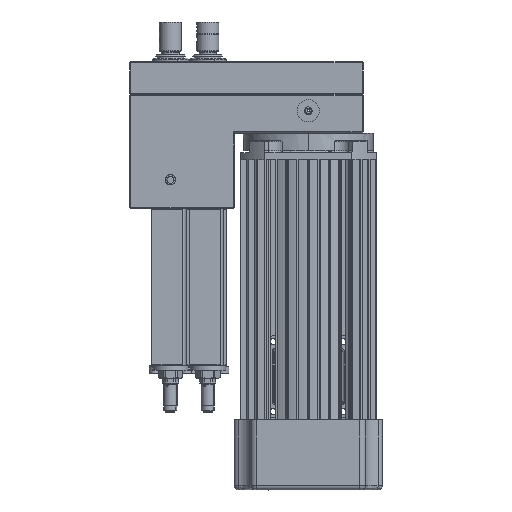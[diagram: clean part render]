
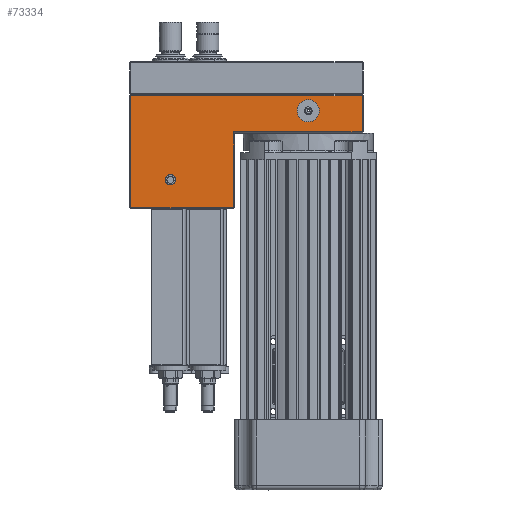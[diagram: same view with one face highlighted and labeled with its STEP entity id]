
A CAD part, left-side view. The second image highlights one B-rep face of the part: STEP entity #73334.
In plain terms, the highlighted planar face has unit normal (-1, 0, 0).
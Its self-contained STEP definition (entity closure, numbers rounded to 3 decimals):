
#209 = CARTESIAN_POINT ( 'NONE',  ( -84.756, 141.886, 138.252 ) ) ;
#276 = VECTOR ( 'NONE', #15658, 1000. ) ;
#1816 = EDGE_CURVE ( 'NONE', #54934, #14679, #16157, .T. ) ;
#3034 = LINE ( 'NONE', #74660, #47573 ) ;
#3154 = CARTESIAN_POINT ( 'NONE',  ( -84.756, -1.614, 124.252 ) ) ;
#4625 = FACE_OUTER_BOUND ( 'NONE', #4777, .T. ) ;
#4632 = ORIENTED_EDGE ( 'NONE', *, *, #50926, .T. ) ;
#4691 = AXIS2_PLACEMENT_3D ( 'NONE', #6365, #71935, #30200 ) ;
#4777 = EDGE_LOOP ( 'NONE', ( #76970, #5885, #4632, #12224, #41655, #46677 ) ) ;
#5885 = ORIENTED_EDGE ( 'NONE', *, *, #51143, .T. ) ;
#6095 = VERTEX_POINT ( 'NONE', #21448 ) ;
#6365 = CARTESIAN_POINT ( 'NONE',  ( -84.756, -11.114, 124.252 ) ) ;
#7461 = AXIS2_PLACEMENT_3D ( 'NONE', #65134, #64356, #12002 ) ;
#8269 = LINE ( 'NONE', #74224, #23083 ) ;
#9343 = EDGE_CURVE ( 'NONE', #6095, #56427, #54601, .T. ) ;
#10993 = ORIENTED_EDGE ( 'NONE', *, *, #58217, .F. ) ;
#11020 = VECTOR ( 'NONE', #43091, 1000. ) ;
#11418 = CARTESIAN_POINT ( 'NONE',  ( -84.756, 52.886, 138.252 ) ) ;
#12002 = DIRECTION ( 'NONE',  ( 0., -1., 0. ) ) ;
#12224 = ORIENTED_EDGE ( 'NONE', *, *, #1816, .T. ) ;
#13257 = DIRECTION ( 'NONE',  ( 0., 1., 0. ) ) ;
#13521 = DIRECTION ( 'NONE',  ( 1., 0., 0. ) ) ;
#14679 = VERTEX_POINT ( 'NONE', #52366 ) ;
#14964 = CARTESIAN_POINT ( 'NONE',  ( -84.756, 52.886, 41.252 ) ) ;
#15378 = DIRECTION ( 'NONE',  ( 0., -1., 0. ) ) ;
#15658 = DIRECTION ( 'NONE',  ( 0., 0., 1. ) ) ;
#16157 = LINE ( 'NONE', #69001, #276 ) ;
#16472 = CARTESIAN_POINT ( 'NONE',  ( -84.756, 140.886, 138.252 ) ) ;
#21448 = CARTESIAN_POINT ( 'NONE',  ( -84.756, 140.886, 41.252 ) ) ;
#22151 = VERTEX_POINT ( 'NONE', #42937 ) ;
#23083 = VECTOR ( 'NONE', #27103, 1000. ) ;
#23600 = CARTESIAN_POINT ( 'NONE',  ( -84.756, 106.886, 65.252 ) ) ;
#24787 = DIRECTION ( 'NONE',  ( -1., 0., 0. ) ) ;
#26026 = FACE_BOUND ( 'NONE', #65538, .T. ) ;
#26935 = EDGE_LOOP ( 'NONE', ( #10993, #55975 ) ) ;
#27103 = DIRECTION ( 'NONE',  ( 0., 1., 0. ) ) ;
#27308 = LINE ( 'NONE', #16472, #41210 ) ;
#27743 = EDGE_CURVE ( 'NONE', #49324, #48211, #45913, .T. ) ;
#29519 = DIRECTION ( 'NONE',  ( -1., 0., 0. ) ) ;
#30200 = DIRECTION ( 'NONE',  ( 0., -1., 0. ) ) ;
#30551 = CARTESIAN_POINT ( 'NONE',  ( -84.756, 140.886, 137.252 ) ) ;
#32738 = ORIENTED_EDGE ( 'NONE', *, *, #48603, .F. ) ;
#40197 = EDGE_CURVE ( 'NONE', #69871, #22151, #41193, .T. ) ;
#40319 = AXIS2_PLACEMENT_3D ( 'NONE', #209, #13521, #13257 ) ;
#40494 = PLANE ( 'NONE',  #40319 ) ;
#40560 = EDGE_CURVE ( 'NONE', #52883, #6095, #27308, .T. ) ;
#41154 = CARTESIAN_POINT ( 'NONE',  ( -84.756, 106.886, 60.852 ) ) ;
#41193 = CIRCLE ( 'NONE', #76444, 4.4 ) ;
#41210 = VECTOR ( 'NONE', #45490, 1000. ) ;
#41655 = ORIENTED_EDGE ( 'NONE', *, *, #70183, .T. ) ;
#42937 = CARTESIAN_POINT ( 'NONE',  ( -84.756, 106.886, 69.652 ) ) ;
#43051 = CARTESIAN_POINT ( 'NONE',  ( -84.756, -20.614, 124.252 ) ) ;
#43091 = DIRECTION ( 'NONE',  ( 0., -1., 0. ) ) ;
#45490 = DIRECTION ( 'NONE',  ( 0., 0., -1. ) ) ;
#45913 = CIRCLE ( 'NONE', #7461, 9.5 ) ;
#46677 = ORIENTED_EDGE ( 'NONE', *, *, #40560, .T. ) ;
#47362 = FACE_BOUND ( 'NONE', #26935, .T. ) ;
#47573 = VECTOR ( 'NONE', #15378, 1000. ) ;
#47984 = DIRECTION ( 'NONE',  ( 0., 0., 1. ) ) ;
#48211 = VERTEX_POINT ( 'NONE', #43051 ) ;
#48603 = EDGE_CURVE ( 'NONE', #48211, #49324, #71427, .T. ) ;
#49324 = VERTEX_POINT ( 'NONE', #3154 ) ;
#50324 = VECTOR ( 'NONE', #47984, 1000. ) ;
#50926 = EDGE_CURVE ( 'NONE', #59531, #54934, #3034, .T. ) ;
#51143 = EDGE_CURVE ( 'NONE', #56427, #59531, #66046, .T. ) ;
#52366 = CARTESIAN_POINT ( 'NONE',  ( -84.756, -57.114, 137.252 ) ) ;
#52883 = VERTEX_POINT ( 'NONE', #30551 ) ;
#53180 = CARTESIAN_POINT ( 'NONE',  ( -84.756, -57.114, 106.252 ) ) ;
#54601 = LINE ( 'NONE', #59652, #11020 ) ;
#54934 = VERTEX_POINT ( 'NONE', #53180 ) ;
#55975 = ORIENTED_EDGE ( 'NONE', *, *, #40197, .F. ) ;
#56427 = VERTEX_POINT ( 'NONE', #14964 ) ;
#56787 = AXIS2_PLACEMENT_3D ( 'NONE', #23600, #29519, #59584 ) ;
#58217 = EDGE_CURVE ( 'NONE', #22151, #69871, #76016, .T. ) ;
#59531 = VERTEX_POINT ( 'NONE', #68117 ) ;
#59584 = DIRECTION ( 'NONE',  ( 0., 0., 1. ) ) ;
#59652 = CARTESIAN_POINT ( 'NONE',  ( -84.756, 141.886, 41.252 ) ) ;
#64356 = DIRECTION ( 'NONE',  ( -1., 0., 0. ) ) ;
#64495 = ORIENTED_EDGE ( 'NONE', *, *, #27743, .F. ) ;
#65134 = CARTESIAN_POINT ( 'NONE',  ( -84.756, -11.114, 124.252 ) ) ;
#65538 = EDGE_LOOP ( 'NONE', ( #32738, #64495 ) ) ;
#66046 = LINE ( 'NONE', #11418, #50324 ) ;
#68117 = CARTESIAN_POINT ( 'NONE',  ( -84.756, 52.886, 106.252 ) ) ;
#69001 = CARTESIAN_POINT ( 'NONE',  ( -84.756, -57.114, 138.252 ) ) ;
#69871 = VERTEX_POINT ( 'NONE', #41154 ) ;
#70183 = EDGE_CURVE ( 'NONE', #14679, #52883, #8269, .T. ) ;
#71176 = CARTESIAN_POINT ( 'NONE',  ( -84.756, 106.886, 65.252 ) ) ;
#71426 = DIRECTION ( 'NONE',  ( 0., 0., 1. ) ) ;
#71427 = CIRCLE ( 'NONE', #4691, 9.5 ) ;
#71935 = DIRECTION ( 'NONE',  ( -1., 0., 0. ) ) ;
#73334 = ADVANCED_FACE ( 'NONE', ( #47362, #26026, #4625 ), #40494, .F. ) ;
#74224 = CARTESIAN_POINT ( 'NONE',  ( -84.756, 141.886, 137.252 ) ) ;
#74660 = CARTESIAN_POINT ( 'NONE',  ( -84.756, -58.114, 106.252 ) ) ;
#76016 = CIRCLE ( 'NONE', #56787, 4.4 ) ;
#76444 = AXIS2_PLACEMENT_3D ( 'NONE', #71176, #24787, #71426 ) ;
#76970 = ORIENTED_EDGE ( 'NONE', *, *, #9343, .T. ) ;
